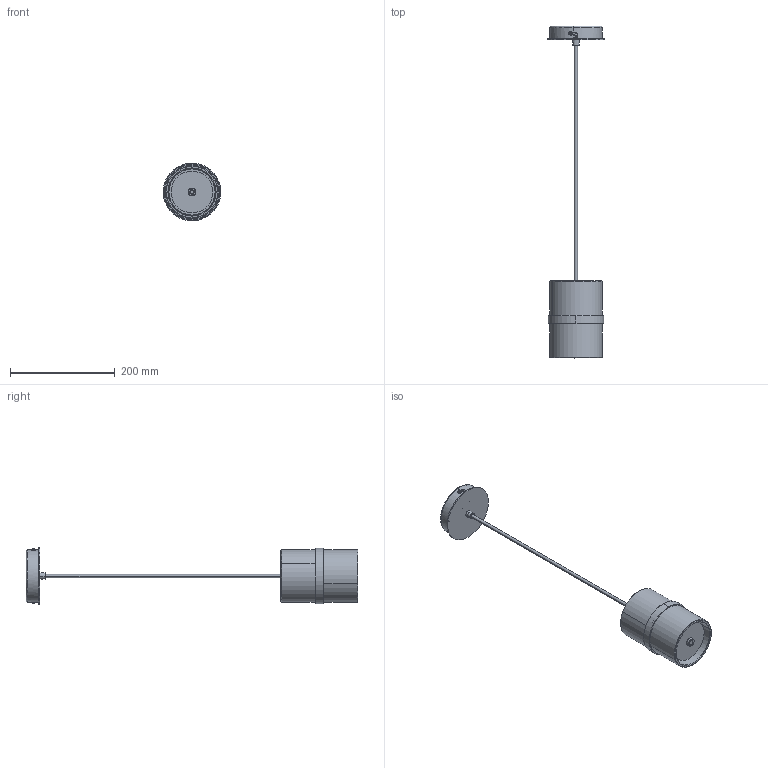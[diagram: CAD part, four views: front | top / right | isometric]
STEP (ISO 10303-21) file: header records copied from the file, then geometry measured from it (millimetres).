
FILE_DESCRIPTION (( 'STEP AP214' ), '1' );
FILE_NAME ('BOA_100_SOSPENSIONE.STEP', '2020-08-12T10:19:20', ( '' ), ( '' ), 'SwSTEP 2.0', 'SolidWorks 2014', '' );
FILE_SCHEMA (( 'AUTOMOTIVE_DESIGN' ));
Length unit declared in the file: millimetre
Products named in the file (45): EA_SCHEDA_LED_CL110_D50_8_17W+DIFFUSORE_MODIFICATA; CG100_017; BLOCCACAVO STEAB ART 5100; AVS_1569; STEAB_GRANO_M4X4_5074-4-4-2; CG100_019; vite tc m3x12 croce; AVS_STAFFA_SUPPORTO_ART_1716; grano EI M4x30; BOA_100_SOSPENSIONE; rondella dentellata d 3; 048PXS_002.SLDDRW; 048PXS_003.SLDDRW; BOA_100_ASSIEME_alimentazione; AVS_163; 048PXS_001; BOA_100_002; CAVO4X0,5_TESSUTO_NERO; CG100_030; CG100_016
Assembly tree (26 placements, depth 3):
  EA_SCHEDA_LED_CL110_D50_8_17W+DIFFUSORE_MODIFICATA
  EA_SCHEDA_LED_CL110_D50_8_17W+DIFFUSORE_MODIFICATA
  CG100_017
  AVS_1569
  CG100_019
Bounding box: 110 x 633.84 x 110 mm (x, y, z)
Volume: 400842.9 mm3; surface area: 235675.3 mm2
Topology: 28 solids, 28 shells, 933 faces, 2289 edges, 1460 vertices
Faces by surface type: plane 545, cylinder 259, cone 104, torus 23, sphere 2
Entity records: 21544 total; most frequent: CARTESIAN_POINT 4490, DIRECTION 3113, ORIENTED_EDGE 2968, EDGE_CURVE 1484, AXIS2_PLACEMENT_3D 1111, VERTEX_POINT 936, LINE 891, VECTOR 891
